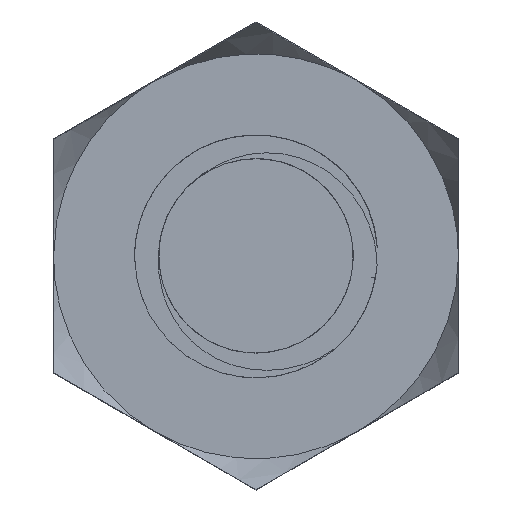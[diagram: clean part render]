
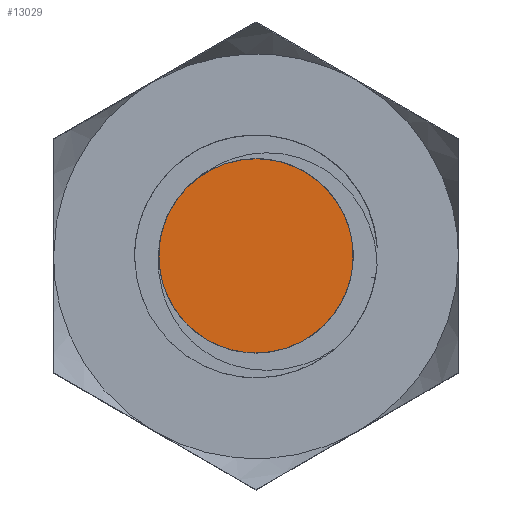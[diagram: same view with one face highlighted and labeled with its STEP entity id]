
A CAD part, top view. The second image highlights one B-rep face of the part: STEP entity #13029.
In plain terms, the highlighted planar face has unit normal (0, 0, 1).
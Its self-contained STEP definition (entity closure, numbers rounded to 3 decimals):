
#12920 = EDGE_CURVE('',#12921,#12923,#12925,.T.);
#12921 = VERTEX_POINT('',#12922);
#12922 = CARTESIAN_POINT('',(0.,-1.2,2.757));
#12923 = VERTEX_POINT('',#12924);
#12924 = CARTESIAN_POINT('',(0.,1.2,2.757));
#12925 = ( BOUNDED_CURVE() B_SPLINE_CURVE(2,(#12926,#12927,#12928,#12929
,#12930),.UNSPECIFIED.,.F.,.F.) B_SPLINE_CURVE_WITH_KNOTS((3,2,3),(
    -1.885,0.,1.885),.PIECEWISE_BEZIER_KNOTS.) 
CURVE() GEOMETRIC_REPRESENTATION_ITEM() RATIONAL_B_SPLINE_CURVE((1.,
0.707,1.,0.707,1.)) REPRESENTATION_ITEM('') );
#12926 = CARTESIAN_POINT('',(0.,-1.2,2.757));
#12927 = CARTESIAN_POINT('',(1.2,-1.2,2.757));
#12928 = CARTESIAN_POINT('',(1.2,0.,2.757));
#12929 = CARTESIAN_POINT('',(1.2,1.2,2.757));
#12930 = CARTESIAN_POINT('',(0.,1.2,2.757));
#13029 = ADVANCED_FACE('',(#13030),#13041,.T.);
#13030 = FACE_BOUND('',#13031,.T.);
#13031 = EDGE_LOOP('',(#13032,#13040));
#13032 = ORIENTED_EDGE('',*,*,#13033,.T.);
#13033 = EDGE_CURVE('',#12923,#12921,#13034,.T.);
#13034 = ( BOUNDED_CURVE() B_SPLINE_CURVE(2,(#13035,#13036,#13037,#13038
,#13039),.UNSPECIFIED.,.F.,.F.) B_SPLINE_CURVE_WITH_KNOTS((3,2,3),(
    -5.655,-3.77,-1.885),
.PIECEWISE_BEZIER_KNOTS.) CURVE() GEOMETRIC_REPRESENTATION_ITEM() 
RATIONAL_B_SPLINE_CURVE((1.,0.707,1.,0.707,1.)) 
REPRESENTATION_ITEM('') );
#13035 = CARTESIAN_POINT('',(0.,1.2,2.757));
#13036 = CARTESIAN_POINT('',(-1.2,1.2,2.757));
#13037 = CARTESIAN_POINT('',(-1.2,0.,2.757));
#13038 = CARTESIAN_POINT('',(-1.2,-1.2,2.757));
#13039 = CARTESIAN_POINT('',(0.,-1.2,2.757));
#13040 = ORIENTED_EDGE('',*,*,#12920,.T.);
#13041 = PLANE('',#13042);
#13042 = AXIS2_PLACEMENT_3D('',#13043,#13044,#13045);
#13043 = CARTESIAN_POINT('',(-1.224,-1.224,2.757));
#13044 = DIRECTION('',(0.,0.,1.));
#13045 = DIRECTION('',(-1.,0.,0.));
